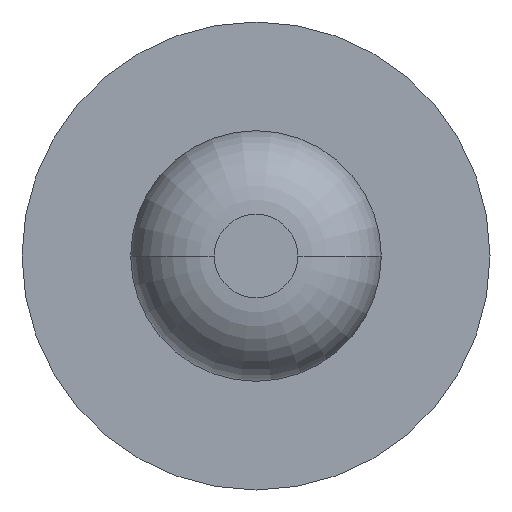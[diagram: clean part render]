
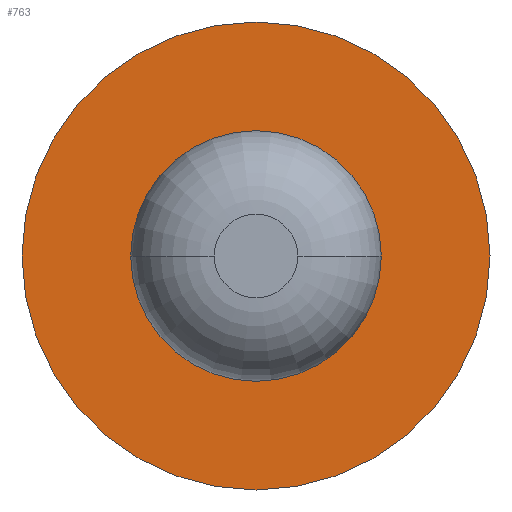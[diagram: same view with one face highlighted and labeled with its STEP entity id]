
A CAD part, front view. The second image highlights one B-rep face of the part: STEP entity #763.
In plain terms, the highlighted planar face has unit normal (0, -1, 0).
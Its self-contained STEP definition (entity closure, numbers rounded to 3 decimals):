
#30 = DIRECTION ( 'NONE',  ( 1., 0., 0. ) ) ;
#58 = DIRECTION ( 'NONE',  ( 0., -1., 0. ) ) ;
#142 = AXIS2_PLACEMENT_3D ( 'NONE', #2009, #1183, #2044 ) ;
#331 = FACE_BOUND ( 'NONE', #2258, .T. ) ;
#338 = CARTESIAN_POINT ( 'NONE',  ( 0., 3.7, 0. ) ) ;
#460 = DIRECTION ( 'NONE',  ( 1., 0., 0. ) ) ;
#763 = ADVANCED_FACE ( 'Defeature ausgef�hrt1_8', ( #2826, #331 ), #1436, .T. ) ;
#968 = ORIENTED_EDGE ( 'NONE', *, *, #1445, .F. ) ;
#1011 = VERTEX_POINT ( 'NONE', #3057 ) ;
#1069 = AXIS2_PLACEMENT_3D ( 'NONE', #338, #58, #2376 ) ;
#1089 = DIRECTION ( 'NONE',  ( 1., 0., 0. ) ) ;
#1182 = EDGE_CURVE ( 'Defeature ausgef�hrt1_9+Defeature ausgef�hrt1_8+Defeature ausgef�hrt1_8+Defeature ausgef�hrt1_8', #2618, #1740, #2099, .T. ) ;
#1183 = DIRECTION ( 'NONE',  ( 0., -1., 0. ) ) ;
#1352 = DIRECTION ( 'NONE',  ( 0., -1., 0. ) ) ;
#1424 = DIRECTION ( 'NONE',  ( 0., -1., 0. ) ) ;
#1436 = PLANE ( 'NONE',  #142 ) ;
#1445 = EDGE_CURVE ( 'Defeature ausgef�hrt1_9+Defeature ausgef�hrt1_8+Defeature ausgef�hrt1_8+Defeature ausgef�hrt1_8', #1740, #2618, #1720, .T. ) ;
#1720 = CIRCLE ( 'NONE', #1069, 0.255 ) ;
#1735 = AXIS2_PLACEMENT_3D ( 'NONE', #2200, #1352, #460 ) ;
#1740 = VERTEX_POINT ( 'NONE', #3483 ) ;
#2009 = CARTESIAN_POINT ( 'NONE',  ( 0., 3.7, 0.255 ) ) ;
#2044 = DIRECTION ( 'NONE',  ( 1., 0., 0. ) ) ;
#2099 = CIRCLE ( 'NONE', #3681, 0.255 ) ;
#2154 = ORIENTED_EDGE ( 'NONE', *, *, #1182, .F. ) ;
#2200 = CARTESIAN_POINT ( 'NONE',  ( 0., 3.7, 0. ) ) ;
#2258 = EDGE_LOOP ( 'NONE', ( #968, #2154 ) ) ;
#2376 = DIRECTION ( 'NONE',  ( 1., 0., 0. ) ) ;
#2484 = ORIENTED_EDGE ( 'NONE', *, *, #3333, .T. ) ;
#2618 = VERTEX_POINT ( 'NONE', #3164 ) ;
#2645 = CIRCLE ( 'NONE', #2720, 0.7 ) ;
#2720 = AXIS2_PLACEMENT_3D ( 'NONE', #3480, #1424, #30 ) ;
#2826 = FACE_OUTER_BOUND ( 'NONE', #3270, .T. ) ;
#3057 = CARTESIAN_POINT ( 'NONE',  ( -0.7, 3.7, 0. ) ) ;
#3110 = CARTESIAN_POINT ( 'NONE',  ( 0., 3.7, 0. ) ) ;
#3126 = DIRECTION ( 'NONE',  ( 0., -1., 0. ) ) ;
#3164 = CARTESIAN_POINT ( 'NONE',  ( -0.255, 3.7, 0. ) ) ;
#3270 = EDGE_LOOP ( 'NONE', ( #2484, #3567 ) ) ;
#3286 = VERTEX_POINT ( 'NONE', #3493 ) ;
#3333 = EDGE_CURVE ( 'Defeature ausgef�hrt1_8+Defeature ausgef�hrt1_7+Defeature ausgef�hrt1_7+Defeature ausgef�hrt1_7', #3286, #1011, #2645, .T. ) ;
#3447 = EDGE_CURVE ( 'Defeature ausgef�hrt1_8+Defeature ausgef�hrt1_7+Defeature ausgef�hrt1_7+Defeature ausgef�hrt1_7', #1011, #3286, #3644, .T. ) ;
#3480 = CARTESIAN_POINT ( 'NONE',  ( 0., 3.7, 0. ) ) ;
#3483 = CARTESIAN_POINT ( 'NONE',  ( 0.255, 3.7, 0. ) ) ;
#3493 = CARTESIAN_POINT ( 'NONE',  ( 0.7, 3.7, 0. ) ) ;
#3567 = ORIENTED_EDGE ( 'NONE', *, *, #3447, .T. ) ;
#3644 = CIRCLE ( 'NONE', #1735, 0.7 ) ;
#3681 = AXIS2_PLACEMENT_3D ( 'NONE', #3110, #3126, #1089 ) ;
